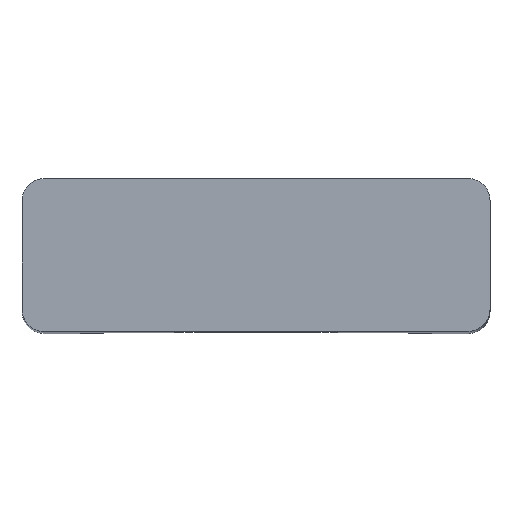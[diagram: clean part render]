
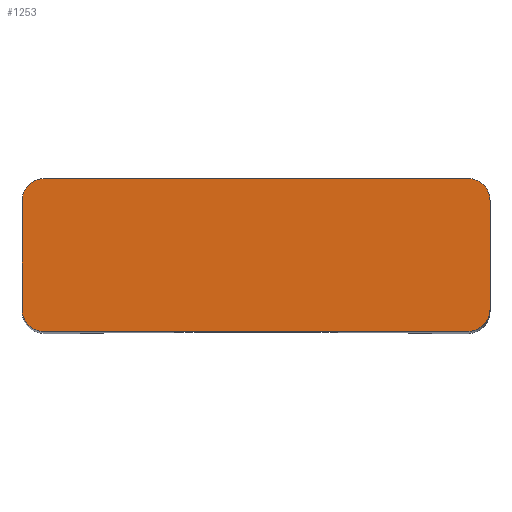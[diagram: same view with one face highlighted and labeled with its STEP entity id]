
A CAD part, top view. The second image highlights one B-rep face of the part: STEP entity #1253.
In plain terms, the highlighted free-form (B-spline) face has degree [1, 1] with [2, 2] control points.
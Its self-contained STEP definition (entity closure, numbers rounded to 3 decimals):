
#372 = VERTEX_POINT('',#373);
#373 = CARTESIAN_POINT('',(-11.918,8.611,
    38.376));
#378 = EDGE_CURVE('',#379,#372,#381,.T.);
#379 = VERTEX_POINT('',#380);
#380 = CARTESIAN_POINT('',(11.918,8.611,
    38.376));
#381 = B_SPLINE_CURVE_WITH_KNOTS('',1,(#382,#383),.UNSPECIFIED.,.F.,.F.,
  (2,2),(1.,20.1),.PIECEWISE_BEZIER_KNOTS.);
#382 = CARTESIAN_POINT('',(11.918,8.611,
    38.376));
#383 = CARTESIAN_POINT('',(-11.918,8.611,
    38.376));
#426 = VERTEX_POINT('',#427);
#427 = CARTESIAN_POINT('',(11.918,0.,38.376));
#432 = EDGE_CURVE('',#433,#426,#435,.T.);
#433 = VERTEX_POINT('',#434);
#434 = CARTESIAN_POINT('',(-11.918,0.,38.376));
#435 = B_SPLINE_CURVE_WITH_KNOTS('',1,(#436,#437),.UNSPECIFIED.,.F.,.F.,
  (2,2),(1.,20.1),.PIECEWISE_BEZIER_KNOTS.);
#436 = CARTESIAN_POINT('',(-11.918,0.,38.376));
#437 = CARTESIAN_POINT('',(11.918,0.,38.376));
#747 = EDGE_CURVE('',#748,#750,#752,.T.);
#748 = VERTEX_POINT('',#749);
#749 = CARTESIAN_POINT('',(13.166,1.248,38.376
    ));
#750 = VERTEX_POINT('',#751);
#751 = CARTESIAN_POINT('',(13.166,7.363,38.376
    ));
#752 = B_SPLINE_CURVE_WITH_KNOTS('',1,(#753,#754),.UNSPECIFIED.,.F.,.F.,
  (2,2),(1.,5.9),.PIECEWISE_BEZIER_KNOTS.);
#753 = CARTESIAN_POINT('',(13.166,1.248,38.376
    ));
#754 = CARTESIAN_POINT('',(13.166,7.363,38.376
    ));
#857 = EDGE_CURVE('',#858,#860,#862,.T.);
#858 = VERTEX_POINT('',#859);
#859 = CARTESIAN_POINT('',(-13.166,7.363,
    38.376));
#860 = VERTEX_POINT('',#861);
#861 = CARTESIAN_POINT('',(-13.166,1.248,
    38.376));
#862 = B_SPLINE_CURVE_WITH_KNOTS('',1,(#863,#864),.UNSPECIFIED.,.F.,.F.,
  (2,2),(1.,5.9),.PIECEWISE_BEZIER_KNOTS.);
#863 = CARTESIAN_POINT('',(-13.166,7.363,
    38.376));
#864 = CARTESIAN_POINT('',(-13.166,1.248,
    38.376));
#1253 = ADVANCED_FACE('',(#1254),#1284,.T.);
#1254 = FACE_BOUND('',#1255,.T.);
#1255 = EDGE_LOOP('',(#1256,#1257,#1263,#1264,#1270,#1271,#1277,#1278));
#1256 = ORIENTED_EDGE('',*,*,#378,.T.);
#1257 = ORIENTED_EDGE('',*,*,#1258,.T.);
#1258 = EDGE_CURVE('',#372,#858,#1259,.T.);
#1259 = ( BOUNDED_CURVE() B_SPLINE_CURVE(2,(#1260,#1261,#1262),
.UNSPECIFIED.,.F.,.F.) B_SPLINE_CURVE_WITH_KNOTS((3,3),(1.571,
3.142),.PIECEWISE_BEZIER_KNOTS.) CURVE() 
GEOMETRIC_REPRESENTATION_ITEM() RATIONAL_B_SPLINE_CURVE((1.,
0.707,1.)) REPRESENTATION_ITEM('') );
#1260 = CARTESIAN_POINT('',(-11.918,8.611,
    38.376));
#1261 = CARTESIAN_POINT('',(-13.166,8.611,
    38.376));
#1262 = CARTESIAN_POINT('',(-13.166,7.363,
    38.376));
#1263 = ORIENTED_EDGE('',*,*,#857,.T.);
#1264 = ORIENTED_EDGE('',*,*,#1265,.T.);
#1265 = EDGE_CURVE('',#860,#433,#1266,.T.);
#1266 = ( BOUNDED_CURVE() B_SPLINE_CURVE(2,(#1267,#1268,#1269),
.UNSPECIFIED.,.F.,.F.) B_SPLINE_CURVE_WITH_KNOTS((3,3),(3.142,
4.712),.PIECEWISE_BEZIER_KNOTS.) CURVE() 
GEOMETRIC_REPRESENTATION_ITEM() RATIONAL_B_SPLINE_CURVE((1.,
0.707,1.)) REPRESENTATION_ITEM('') );
#1267 = CARTESIAN_POINT('',(-13.166,1.248,
    38.376));
#1268 = CARTESIAN_POINT('',(-13.166,0.,
    38.376));
#1269 = CARTESIAN_POINT('',(-11.918,0.,
    38.376));
#1270 = ORIENTED_EDGE('',*,*,#432,.T.);
#1271 = ORIENTED_EDGE('',*,*,#1272,.T.);
#1272 = EDGE_CURVE('',#426,#748,#1273,.T.);
#1273 = ( BOUNDED_CURVE() B_SPLINE_CURVE(2,(#1274,#1275,#1276),
.UNSPECIFIED.,.F.,.F.) B_SPLINE_CURVE_WITH_KNOTS((3,3),(4.712,
6.283),.PIECEWISE_BEZIER_KNOTS.) CURVE() 
GEOMETRIC_REPRESENTATION_ITEM() RATIONAL_B_SPLINE_CURVE((1.,
0.707,1.)) REPRESENTATION_ITEM('') );
#1274 = CARTESIAN_POINT('',(11.918,0.,
    38.376));
#1275 = CARTESIAN_POINT('',(13.166,0.,
    38.376));
#1276 = CARTESIAN_POINT('',(13.166,1.248,
    38.376));
#1277 = ORIENTED_EDGE('',*,*,#747,.T.);
#1278 = ORIENTED_EDGE('',*,*,#1279,.T.);
#1279 = EDGE_CURVE('',#750,#379,#1280,.T.);
#1280 = ( BOUNDED_CURVE() B_SPLINE_CURVE(2,(#1281,#1282,#1283),
.UNSPECIFIED.,.F.,.F.) B_SPLINE_CURVE_WITH_KNOTS((3,3),(0.,
1.571),.PIECEWISE_BEZIER_KNOTS.) CURVE() 
GEOMETRIC_REPRESENTATION_ITEM() RATIONAL_B_SPLINE_CURVE((1.,
0.707,1.)) REPRESENTATION_ITEM('') );
#1281 = CARTESIAN_POINT('',(13.166,7.363,
    38.376));
#1282 = CARTESIAN_POINT('',(13.166,8.611,
    38.376));
#1283 = CARTESIAN_POINT('',(11.918,8.611,
    38.376));
#1284 = B_SPLINE_SURFACE_WITH_KNOTS('',1,1,(
    (#1285,#1286)
    ,(#1287,#1288
  )),.UNSPECIFIED.,.F.,.F.,.F.,(2,2),(2,2),(-10.55,10.55),(
    0.,6.9),.PIECEWISE_BEZIER_KNOTS.);
#1285 = CARTESIAN_POINT('',(-13.166,0.,
    38.376));
#1286 = CARTESIAN_POINT('',(-13.166,8.611,
    38.376));
#1287 = CARTESIAN_POINT('',(13.166,0.,
    38.376));
#1288 = CARTESIAN_POINT('',(13.166,8.611,
    38.376));
